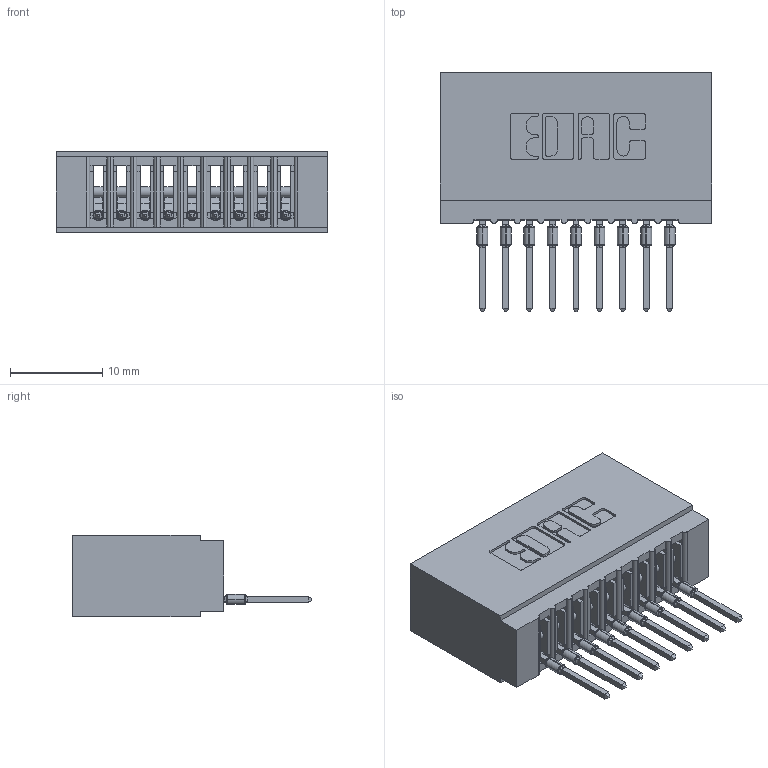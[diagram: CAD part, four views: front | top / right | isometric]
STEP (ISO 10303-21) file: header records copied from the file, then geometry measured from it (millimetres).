
FILE_DESCRIPTION (( 'STEP AP203' ), '1' );
FILE_NAME ('745-009-522-101.STEP', '2026-02-25T15:12:11', ( '' ), ( '' ), 'SwSTEP 2.0', 'SolidWorks 2023', '' );
FILE_SCHEMA (( 'CONFIG_CONTROL_DESIGN' ));
Length unit declared in the file: millimetre
Products named in the file (3): 745 Part_Insulator Option - 01; 745-009-522-101; 745-292-001_522
Assembly tree (10 placements, depth 2):
  745-009-522-101
    745 Part_Insulator Option - 01
    745-292-001_522  x9
Bounding box: 29.46 x 25.92 x 8.89 mm (x, y, z)
Volume: 2774.7 mm3; surface area: 4541.9 mm2
Topology: 10 solids, 10 shells, 1103 faces, 3030 edges, 1918 vertices
Faces by surface type: plane 658, cylinder 211, bspline 180, torus 54
Entity records: 19369 total; most frequent: CARTESIAN_POINT 3914, ORIENTED_EDGE 3292, DIRECTION 2886, EDGE_CURVE 1646, LINE 1410, VECTOR 1410, VERTEX_POINT 1054, AXIS2_PLACEMENT_3D 738
